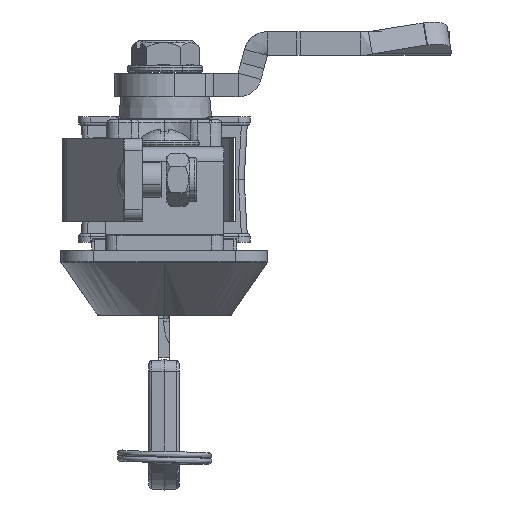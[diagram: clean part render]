
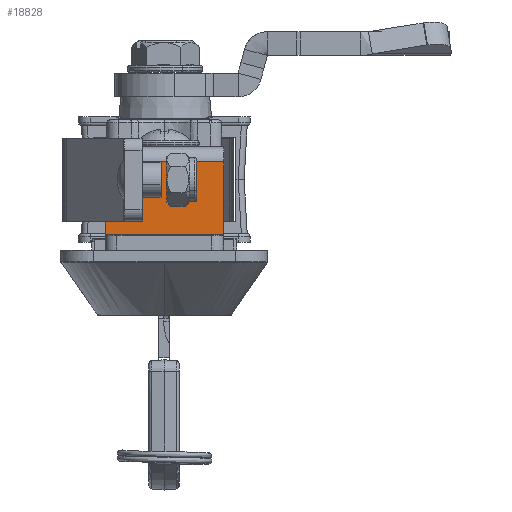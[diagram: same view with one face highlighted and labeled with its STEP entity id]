
A CAD part, left-side view. The second image highlights one B-rep face of the part: STEP entity #18828.
In plain terms, the highlighted planar face has unit normal (-1, 0, 0).
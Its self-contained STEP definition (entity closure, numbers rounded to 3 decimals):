
#2888 = DIRECTION ( 'NONE',  ( -1., 0., 0. ) ) ;
#4262 = LINE ( 'NONE', #7703, #6772 ) ;
#4941 = DIRECTION ( 'NONE',  ( 0., 0., 1. ) ) ;
#5339 = VECTOR ( 'NONE', #21700, 1000. ) ;
#5454 = CARTESIAN_POINT ( 'NONE',  ( -79.007, -10., 2.5 ) ) ;
#5702 = ORIENTED_EDGE ( 'NONE', *, *, #27684, .T. ) ;
#6166 = VECTOR ( 'NONE', #21246, 1000. ) ;
#6772 = VECTOR ( 'NONE', #34356, 1000. ) ;
#7130 = EDGE_LOOP ( 'NONE', ( #27913, #29465, #5702, #36886 ) ) ;
#7703 = CARTESIAN_POINT ( 'NONE',  ( -79.007, -10., 14.9 ) ) ;
#8952 = VERTEX_POINT ( 'NONE', #41587 ) ;
#9469 = VERTEX_POINT ( 'NONE', #29458 ) ;
#10298 = CARTESIAN_POINT ( 'NONE',  ( -79.007, -10., 2.6 ) ) ;
#10976 = LINE ( 'NONE', #20809, #21257 ) ;
#11443 = LINE ( 'NONE', #31193, #5339 ) ;
#13142 = EDGE_CURVE ( 'NONE', #37728, #8952, #10976, .T. ) ;
#15597 = CARTESIAN_POINT ( 'NONE',  ( -79.007, 10., 2.6 ) ) ;
#15965 = DIRECTION ( 'NONE',  ( 0., -1., 0. ) ) ;
#18037 = CARTESIAN_POINT ( 'NONE',  ( -79.007, -10., 2.6 ) ) ;
#18828 = ADVANCED_FACE ( 'NONE', ( #22387 ), #32077, .T. ) ;
#20809 = CARTESIAN_POINT ( 'NONE',  ( -79.007, 10., 2.5 ) ) ;
#21246 = DIRECTION ( 'NONE',  ( 0., 1., 0. ) ) ;
#21257 = VECTOR ( 'NONE', #4941, 1000. ) ;
#21700 = DIRECTION ( 'NONE',  ( 0., 0., 1. ) ) ;
#22387 = FACE_OUTER_BOUND ( 'NONE', #7130, .T. ) ;
#27684 = EDGE_CURVE ( 'NONE', #32239, #9469, #11443, .T. ) ;
#27913 = ORIENTED_EDGE ( 'NONE', *, *, #13142, .F. ) ;
#28095 = AXIS2_PLACEMENT_3D ( 'NONE', #5454, #2888, #15965 ) ;
#29426 = EDGE_CURVE ( 'NONE', #9469, #8952, #4262, .T. ) ;
#29458 = CARTESIAN_POINT ( 'NONE',  ( -79.007, -10., 14.9 ) ) ;
#29465 = ORIENTED_EDGE ( 'NONE', *, *, #40864, .F. ) ;
#31193 = CARTESIAN_POINT ( 'NONE',  ( -79.007, -10., 2.5 ) ) ;
#32077 = PLANE ( 'NONE',  #28095 ) ;
#32239 = VERTEX_POINT ( 'NONE', #10298 ) ;
#34356 = DIRECTION ( 'NONE',  ( 0., 1., 0. ) ) ;
#36886 = ORIENTED_EDGE ( 'NONE', *, *, #29426, .T. ) ;
#37602 = LINE ( 'NONE', #18037, #6166 ) ;
#37728 = VERTEX_POINT ( 'NONE', #15597 ) ;
#40864 = EDGE_CURVE ( 'NONE', #32239, #37728, #37602, .T. ) ;
#41587 = CARTESIAN_POINT ( 'NONE',  ( -79.007, 10., 14.9 ) ) ;
